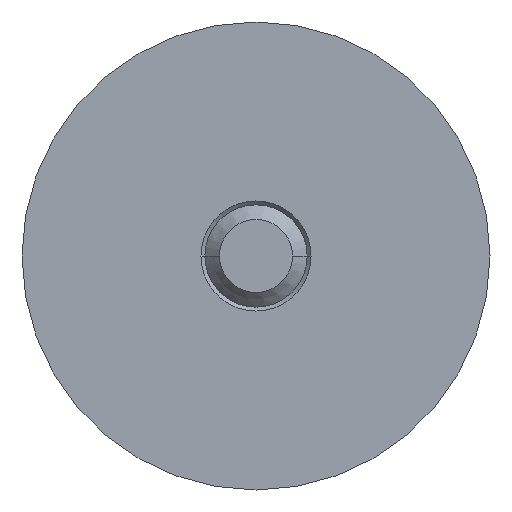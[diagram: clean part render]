
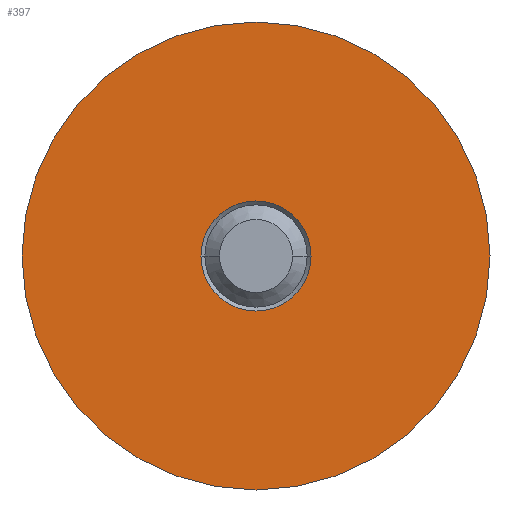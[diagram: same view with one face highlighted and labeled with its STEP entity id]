
A CAD part, front view. The second image highlights one B-rep face of the part: STEP entity #397.
In plain terms, the highlighted planar face has unit normal (0, -1, 0).
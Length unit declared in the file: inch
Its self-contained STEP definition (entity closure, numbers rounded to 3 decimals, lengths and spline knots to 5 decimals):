
#8 = EDGE_LOOP ( 'NONE', ( #58, #315 ) ) ;
#25 = CARTESIAN_POINT ( 'NONE',  ( 0.08825, 0., 0. ) ) ;
#27 = ORIENTED_EDGE ( 'NONE', *, *, #266, .F. ) ;
#30 = CIRCLE ( 'NONE', #535, 0.08825 ) ;
#49 = DIRECTION ( 'NONE',  ( 0., 1., 0. ) ) ;
#51 = CARTESIAN_POINT ( 'NONE',  ( 0.375, 0., 0. ) ) ;
#58 = ORIENTED_EDGE ( 'NONE', *, *, #493, .F. ) ;
#60 = CARTESIAN_POINT ( 'NONE',  ( -0.375, 0., 0. ) ) ;
#87 = DIRECTION ( 'NONE',  ( -1., 0., 0. ) ) ;
#90 = DIRECTION ( 'NONE',  ( 0., -1., 0. ) ) ;
#119 = EDGE_CURVE ( 'NONE', #523, #401, #261, .T. ) ;
#135 = CARTESIAN_POINT ( 'NONE',  ( 0., 0., 0. ) ) ;
#140 = VERTEX_POINT ( 'NONE', #542 ) ;
#154 = DIRECTION ( 'NONE',  ( -1., 0., 0. ) ) ;
#161 = CIRCLE ( 'NONE', #182, 0.08825 ) ;
#172 = FACE_OUTER_BOUND ( 'NONE', #317, .T. ) ;
#182 = AXIS2_PLACEMENT_3D ( 'NONE', #465, #90, #426 ) ;
#223 = DIRECTION ( 'NONE',  ( -1., 0., 0. ) ) ;
#224 = PLANE ( 'NONE',  #504 ) ;
#226 = CARTESIAN_POINT ( 'NONE',  ( 0., 0., 0. ) ) ;
#231 = DIRECTION ( 'NONE',  ( 0., -1., 0. ) ) ;
#243 = ORIENTED_EDGE ( 'NONE', *, *, #119, .F. ) ;
#252 = DIRECTION ( 'NONE',  ( 0., 1., 0. ) ) ;
#261 = CIRCLE ( 'NONE', #282, 0.375 ) ;
#264 = VERTEX_POINT ( 'NONE', #25 ) ;
#266 = EDGE_CURVE ( 'NONE', #401, #523, #339, .T. ) ;
#282 = AXIS2_PLACEMENT_3D ( 'NONE', #135, #49, #223 ) ;
#301 = DIRECTION ( 'NONE',  ( 0., 1., 0. ) ) ;
#315 = ORIENTED_EDGE ( 'NONE', *, *, #348, .F. ) ;
#317 = EDGE_LOOP ( 'NONE', ( #243, #27 ) ) ;
#339 = CIRCLE ( 'NONE', #372, 0.375 ) ;
#348 = EDGE_CURVE ( 'NONE', #140, #264, #161, .T. ) ;
#372 = AXIS2_PLACEMENT_3D ( 'NONE', #456, #252, #154 ) ;
#381 = CARTESIAN_POINT ( 'NONE',  ( 0.27733, 0., 0. ) ) ;
#397 = ADVANCED_FACE ( 'NONE', ( #172, #507 ), #224, .F. ) ;
#401 = VERTEX_POINT ( 'NONE', #51 ) ;
#426 = DIRECTION ( 'NONE',  ( 1., 0., 0. ) ) ;
#443 = DIRECTION ( 'NONE',  ( 1., 0., 0. ) ) ;
#456 = CARTESIAN_POINT ( 'NONE',  ( 0., 0., 0. ) ) ;
#465 = CARTESIAN_POINT ( 'NONE',  ( 0., 0., 0. ) ) ;
#493 = EDGE_CURVE ( 'NONE', #264, #140, #30, .T. ) ;
#504 = AXIS2_PLACEMENT_3D ( 'NONE', #381, #301, #87 ) ;
#507 = FACE_BOUND ( 'NONE', #8, .T. ) ;
#523 = VERTEX_POINT ( 'NONE', #60 ) ;
#535 = AXIS2_PLACEMENT_3D ( 'NONE', #226, #231, #443 ) ;
#542 = CARTESIAN_POINT ( 'NONE',  ( -0.08825, 0., 0. ) ) ;
